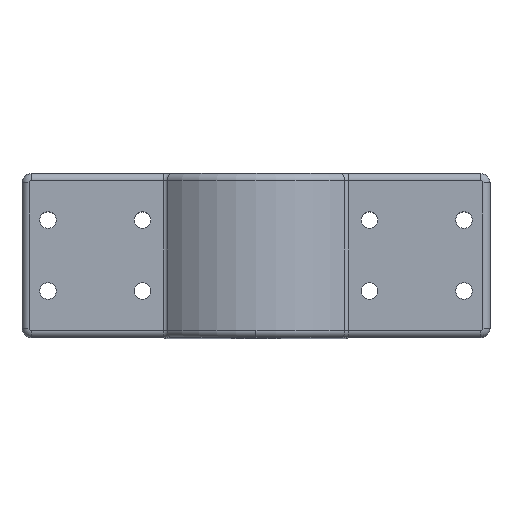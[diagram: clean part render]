
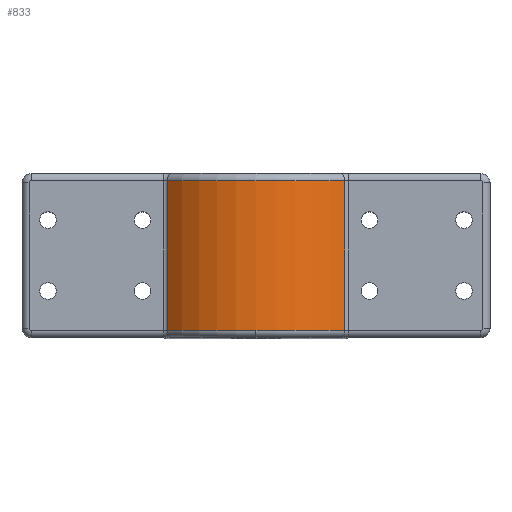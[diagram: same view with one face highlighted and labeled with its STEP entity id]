
A CAD part, top view. The second image highlights one B-rep face of the part: STEP entity #833.
In plain terms, the highlighted cylindrical face has radius 26.25 mm (diameter 52.5 mm), a partial arc.
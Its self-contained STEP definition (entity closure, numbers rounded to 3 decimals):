
#148 = ORIENTED_EDGE ( 'NONE', *, *, #16557, .T. ) ;
#227 = DIRECTION ( 'NONE',  ( 0., 1., 0. ) ) ;
#229 = CARTESIAN_POINT ( 'NONE',  ( -18.817, 56.444, 38.303 ) ) ;
#268 = CIRCLE ( 'NONE', #10946, 26.25 ) ;
#339 = CARTESIAN_POINT ( 'NONE',  ( -18.817, -15.85, 38.303 ) ) ;
#588 = EDGE_CURVE ( 'NONE', #3033, #19577, #1471, .T. ) ;
#833 = ADVANCED_FACE ( 'NONE', ( #5131 ), #1866, .T. ) ;
#962 = DIRECTION ( 'NONE',  ( 0., -1., 0. ) ) ;
#1083 = DIRECTION ( 'NONE',  ( 0., 0., 1. ) ) ;
#1164 = AXIS2_PLACEMENT_3D ( 'NONE', #11299, #8062, #17475 ) ;
#1462 = EDGE_CURVE ( 'NONE', #8170, #3033, #1946, .T. ) ;
#1471 = CIRCLE ( 'NONE', #9247, 26.25 ) ;
#1842 = DIRECTION ( 'NONE',  ( 0., 1., 0. ) ) ;
#1866 = CYLINDRICAL_SURFACE ( 'NONE', #1164, 26.25 ) ;
#1946 = LINE ( 'NONE', #229, #16409 ) ;
#2390 = CARTESIAN_POINT ( 'NONE',  ( 0., 15.85, 20. ) ) ;
#2471 = CARTESIAN_POINT ( 'NONE',  ( 18.817, 15.85, 38.303 ) ) ;
#3033 = VERTEX_POINT ( 'NONE', #339 ) ;
#3106 = VECTOR ( 'NONE', #1842, 1000. ) ;
#3296 = CARTESIAN_POINT ( 'NONE',  ( 0., -15.85, 46.25 ) ) ;
#3411 = VERTEX_POINT ( 'NONE', #19473 ) ;
#3825 = DIRECTION ( 'NONE',  ( 0., 0., -1. ) ) ;
#4331 = DIRECTION ( 'NONE',  ( 0., 1., 0. ) ) ;
#4994 = LINE ( 'NONE', #5303, #3106 ) ;
#5131 = FACE_OUTER_BOUND ( 'NONE', #13405, .T. ) ;
#5303 = CARTESIAN_POINT ( 'NONE',  ( 18.817, 56.444, 38.303 ) ) ;
#5993 = AXIS2_PLACEMENT_3D ( 'NONE', #15833, #227, #17145 ) ;
#6705 = ORIENTED_EDGE ( 'NONE', *, *, #13288, .T. ) ;
#8062 = DIRECTION ( 'NONE',  ( 0., -1., 0. ) ) ;
#8170 = VERTEX_POINT ( 'NONE', #9479 ) ;
#8501 = VERTEX_POINT ( 'NONE', #2471 ) ;
#8752 = ORIENTED_EDGE ( 'NONE', *, *, #588, .T. ) ;
#9247 = AXIS2_PLACEMENT_3D ( 'NONE', #18020, #4331, #1083 ) ;
#9479 = CARTESIAN_POINT ( 'NONE',  ( -18.817, 15.85, 38.303 ) ) ;
#9881 = CIRCLE ( 'NONE', #5993, 26.25 ) ;
#10365 = ORIENTED_EDGE ( 'NONE', *, *, #18249, .T. ) ;
#10501 = ORIENTED_EDGE ( 'NONE', *, *, #1462, .T. ) ;
#10946 = AXIS2_PLACEMENT_3D ( 'NONE', #2390, #962, #3825 ) ;
#11299 = CARTESIAN_POINT ( 'NONE',  ( 0., 56.444, 20. ) ) ;
#13288 = EDGE_CURVE ( 'NONE', #8501, #8170, #268, .T. ) ;
#13405 = EDGE_LOOP ( 'NONE', ( #10501, #8752, #148, #10365, #6705 ) ) ;
#15833 = CARTESIAN_POINT ( 'NONE',  ( 0., -15.85, 20. ) ) ;
#15935 = DIRECTION ( 'NONE',  ( 0., -1., 0. ) ) ;
#16409 = VECTOR ( 'NONE', #15935, 1000. ) ;
#16557 = EDGE_CURVE ( 'NONE', #19577, #3411, #9881, .T. ) ;
#17145 = DIRECTION ( 'NONE',  ( 0., 0., 1. ) ) ;
#17475 = DIRECTION ( 'NONE',  ( 0., 0., -1. ) ) ;
#18020 = CARTESIAN_POINT ( 'NONE',  ( 0., -15.85, 20. ) ) ;
#18249 = EDGE_CURVE ( 'NONE', #3411, #8501, #4994, .T. ) ;
#19473 = CARTESIAN_POINT ( 'NONE',  ( 18.817, -15.85, 38.303 ) ) ;
#19577 = VERTEX_POINT ( 'NONE', #3296 ) ;
